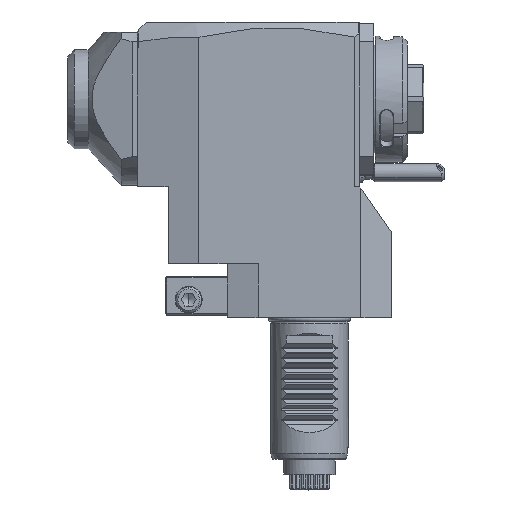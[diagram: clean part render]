
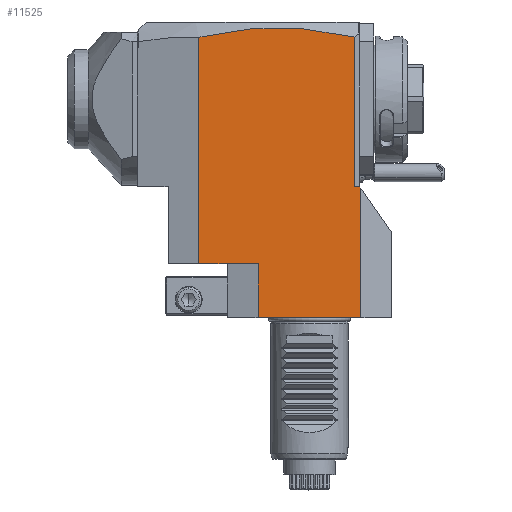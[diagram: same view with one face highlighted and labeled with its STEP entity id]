
A CAD part, top view. The second image highlights one B-rep face of the part: STEP entity #11525.
In plain terms, the highlighted planar face has unit normal (0, 0, 1).
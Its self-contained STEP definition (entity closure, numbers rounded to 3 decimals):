
#21=DIRECTION('',(0.,-1.,0.));
#22=VECTOR('',#21,88.092);
#23=CARTESIAN_POINT('',(-20.,58.092,32.));
#24=LINE('',#23,#22);
#39=CARTESIAN_POINT('',(40.5,58.133,32.));
#40=CARTESIAN_POINT('',(35.458,59.345,32.));
#41=CARTESIAN_POINT('',(25.373,61.145,32.));
#42=CARTESIAN_POINT('',(10.247,62.032,32.));
#43=CARTESIAN_POINT('',(-4.877,61.124,32.));
#44=CARTESIAN_POINT('',(-14.959,59.311,32.));
#45=CARTESIAN_POINT('',(-20.,58.092,32.));
#47=DIRECTION('',(-0.574,0.819,0.));
#48=VECTOR('',#47,0.872);
#49=CARTESIAN_POINT('',(43.,-0.714,32.));
#50=LINE('',#49,#48);
#51=DIRECTION('',(0.,1.,0.));
#52=VECTOR('',#51,50.286);
#53=CARTESIAN_POINT('',(43.,-51.,32.));
#54=LINE('',#53,#52);
#127=DIRECTION('',(1.,0.,0.));
#128=VECTOR('',#127,23.);
#129=CARTESIAN_POINT('',(-20.,-30.,32.));
#130=LINE('',#129,#128);
#901=DIRECTION('',(0.,1.,0.));
#902=VECTOR('',#901,58.133);
#903=CARTESIAN_POINT('',(40.5,0.,32.));
#904=LINE('',#903,#902);
#914=DIRECTION('',(-1.,0.,0.));
#915=VECTOR('',#914,2.);
#916=CARTESIAN_POINT('',(42.5,0.,32.));
#917=LINE('',#916,#915);
#3368=DIRECTION('',(0.,-1.,0.));
#3369=VECTOR('',#3368,21.);
#3370=CARTESIAN_POINT('',(3.,-30.,32.));
#3371=LINE('',#3370,#3369);
#3392=DIRECTION('',(-1.,0.,0.));
#3393=VECTOR('',#3392,40.);
#3394=CARTESIAN_POINT('',(43.,-51.,32.));
#3395=LINE('',#3394,#3393);
#10112=VERTEX_POINT('',#39);
#10113=VERTEX_POINT('',#45);
#11052=CARTESIAN_POINT('',(43.,-51.,32.));
#11053=VERTEX_POINT('',#11052);
#11054=CARTESIAN_POINT('',(3.,-51.,32.));
#11055=VERTEX_POINT('',#11054);
#11096=CARTESIAN_POINT('',(-20.,-30.,32.));
#11098=VERTEX_POINT('',#11096);
#11104=CARTESIAN_POINT('',(43.,-0.714,32.));
#11105=CARTESIAN_POINT('',(42.5,0.,32.));
#11106=VERTEX_POINT('',#11104);
#11107=VERTEX_POINT('',#11105);
#11244=CARTESIAN_POINT('',(40.5,0.,32.));
#11245=VERTEX_POINT('',#11244);
#11444=CARTESIAN_POINT('',(3.,-30.,32.));
#11445=VERTEX_POINT('',#11444);
#11501=CARTESIAN_POINT('',(-44.,0.,32.));
#11502=DIRECTION('',(0.,0.,1.));
#11503=DIRECTION('',(1.,0.,0.));
#11504=AXIS2_PLACEMENT_3D('',#11501,#11502,#11503);
#11505=PLANE('',#11504);
#11507=ORIENTED_EDGE('',*,*,#11506,.F.);
#11509=ORIENTED_EDGE('',*,*,#11508,.T.);
#11511=ORIENTED_EDGE('',*,*,#11510,.F.);
#11513=ORIENTED_EDGE('',*,*,#11512,.F.);
#11514=ORIENTED_EDGE('',*,*,#11484,.F.);
#11516=ORIENTED_EDGE('',*,*,#11515,.F.);
#11518=ORIENTED_EDGE('',*,*,#11517,.F.);
#11520=ORIENTED_EDGE('',*,*,#11519,.F.);
#11522=ORIENTED_EDGE('',*,*,#11521,.F.);
#11523=EDGE_LOOP('',(#11507,#11509,#11511,#11513,#11514,#11516,#11518,#11520,
#11522));
#11524=FACE_OUTER_BOUND('',#11523,.F.);
#46=B_SPLINE_CURVE_WITH_KNOTS('',3,(#39,#40,#41,#42,#43,#44,#45),.UNSPECIFIED.,
.F.,.F.,(4,1,1,1,4),(0.,0.25,0.5,0.75,1.),.UNSPECIFIED.);
#11484=EDGE_CURVE('',#10113,#11098,#24,.T.);
#11506=EDGE_CURVE('',#11053,#11106,#54,.T.);
#11508=EDGE_CURVE('',#11053,#11055,#3395,.T.);
#11510=EDGE_CURVE('',#11445,#11055,#3371,.T.);
#11512=EDGE_CURVE('',#11098,#11445,#130,.T.);
#11515=EDGE_CURVE('',#10112,#10113,#46,.T.);
#11517=EDGE_CURVE('',#11245,#10112,#904,.T.);
#11519=EDGE_CURVE('',#11107,#11245,#917,.T.);
#11521=EDGE_CURVE('',#11106,#11107,#50,.T.);
#11525=ADVANCED_FACE('',(#11524),#11505,.T.);
